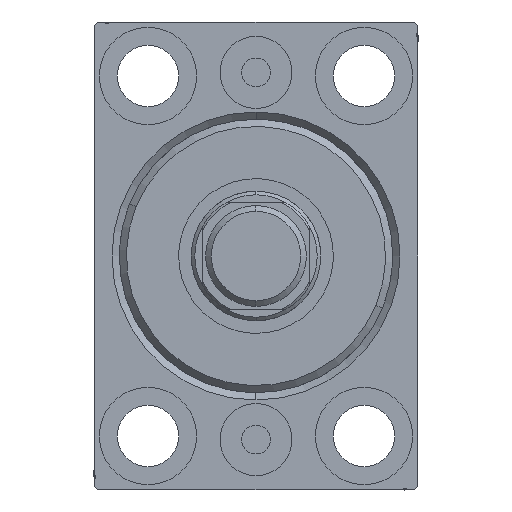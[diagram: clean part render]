
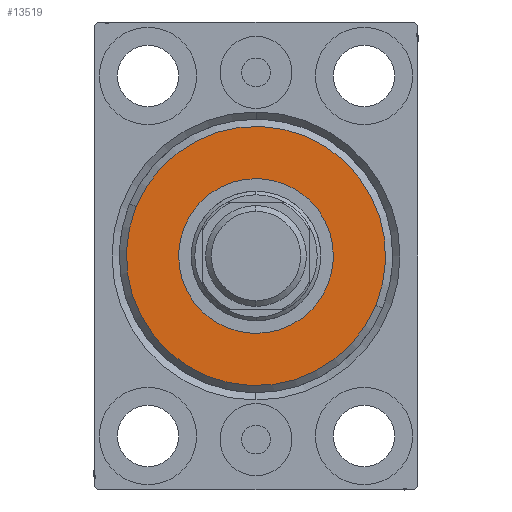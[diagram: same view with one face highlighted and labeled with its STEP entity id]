
A CAD part, left-side view. The second image highlights one B-rep face of the part: STEP entity #13519.
In plain terms, the highlighted face is planar.
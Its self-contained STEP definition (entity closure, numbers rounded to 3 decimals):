
#297 = CIRCLE ( 'NONE', #18138, 18. ) ;
#1311 = VERTEX_POINT ( 'NONE', #18878 ) ;
#1678 = ORIENTED_EDGE ( 'NONE', *, *, #14429, .T. ) ;
#3061 = DIRECTION ( 'NONE',  ( 0., 0., -1. ) ) ;
#3495 = AXIS2_PLACEMENT_3D ( 'NONE', #23359, #33645, #3061 ) ;
#4903 = DIRECTION ( 'NONE',  ( 0., 0., -1. ) ) ;
#5394 = CARTESIAN_POINT ( 'NONE',  ( 3., 0., 10.75 ) ) ;
#6715 = DIRECTION ( 'NONE',  ( 0., 0., -1. ) ) ;
#6756 = EDGE_CURVE ( 'NONE', #1311, #30508, #28983, .T. ) ;
#8880 = DIRECTION ( 'NONE',  ( 0., 0., -1. ) ) ;
#9745 = PLANE ( 'NONE',  #3495 ) ;
#11363 = CIRCLE ( 'NONE', #24184, 10.75 ) ;
#13105 = FACE_OUTER_BOUND ( 'NONE', #24664, .T. ) ;
#13519 = ADVANCED_FACE ( 'NONE', ( #13105, #26708 ), #9745, .T. ) ;
#14429 = EDGE_CURVE ( 'NONE', #41427, #39147, #11363, .T. ) ;
#18138 = AXIS2_PLACEMENT_3D ( 'NONE', #39290, #18499, #4903 ) ;
#18499 = DIRECTION ( 'NONE',  ( 1., 0., 0. ) ) ;
#18878 = CARTESIAN_POINT ( 'NONE',  ( 3., 0., -18. ) ) ;
#22804 = DIRECTION ( 'NONE',  ( 1., 0., 0. ) ) ;
#22929 = CIRCLE ( 'NONE', #24338, 10.75 ) ;
#23028 = CARTESIAN_POINT ( 'NONE',  ( 3., 0., 0. ) ) ;
#23359 = CARTESIAN_POINT ( 'NONE',  ( 3., 0., 0. ) ) ;
#24041 = CARTESIAN_POINT ( 'NONE',  ( 3., 0., 18. ) ) ;
#24184 = AXIS2_PLACEMENT_3D ( 'NONE', #39709, #42835, #8880 ) ;
#24338 = AXIS2_PLACEMENT_3D ( 'NONE', #43929, #37884, #27568 ) ;
#24664 = EDGE_LOOP ( 'NONE', ( #34471, #40780 ) ) ;
#25603 = EDGE_CURVE ( 'NONE', #39147, #41427, #22929, .T. ) ;
#26708 = FACE_BOUND ( 'NONE', #31365, .T. ) ;
#27568 = DIRECTION ( 'NONE',  ( 0., 0., -1. ) ) ;
#28983 = CIRCLE ( 'NONE', #36163, 18. ) ;
#30508 = VERTEX_POINT ( 'NONE', #24041 ) ;
#31365 = EDGE_LOOP ( 'NONE', ( #40913, #1678 ) ) ;
#33645 = DIRECTION ( 'NONE',  ( 1., 0., 0. ) ) ;
#34471 = ORIENTED_EDGE ( 'NONE', *, *, #36697, .T. ) ;
#36163 = AXIS2_PLACEMENT_3D ( 'NONE', #23028, #22804, #6715 ) ;
#36697 = EDGE_CURVE ( 'NONE', #30508, #1311, #297, .T. ) ;
#37884 = DIRECTION ( 'NONE',  ( -1., 0., 0. ) ) ;
#39147 = VERTEX_POINT ( 'NONE', #5394 ) ;
#39290 = CARTESIAN_POINT ( 'NONE',  ( 3., 0., 0. ) ) ;
#39709 = CARTESIAN_POINT ( 'NONE',  ( 3., 0., 0. ) ) ;
#40258 = CARTESIAN_POINT ( 'NONE',  ( 3., 0., -10.75 ) ) ;
#40780 = ORIENTED_EDGE ( 'NONE', *, *, #6756, .T. ) ;
#40913 = ORIENTED_EDGE ( 'NONE', *, *, #25603, .T. ) ;
#41427 = VERTEX_POINT ( 'NONE', #40258 ) ;
#42835 = DIRECTION ( 'NONE',  ( -1., 0., 0. ) ) ;
#43929 = CARTESIAN_POINT ( 'NONE',  ( 3., 0., 0. ) ) ;
